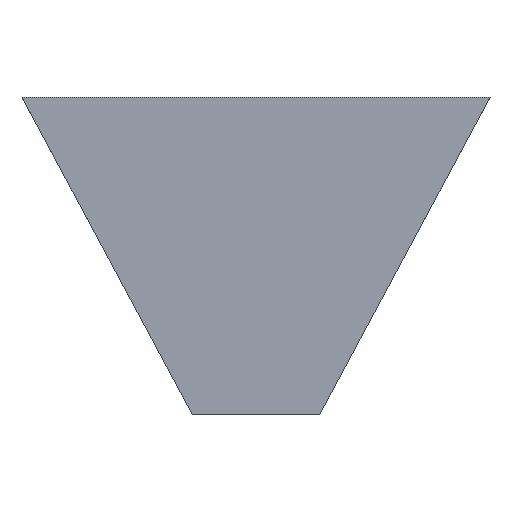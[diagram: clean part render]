
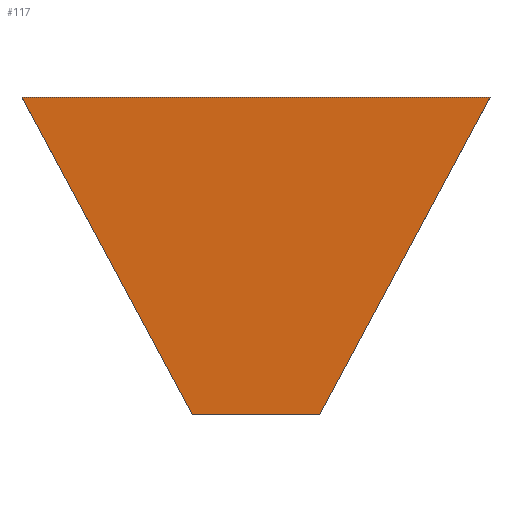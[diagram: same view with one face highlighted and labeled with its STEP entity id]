
A CAD part, left-side view. The second image highlights one B-rep face of the part: STEP entity #117.
In plain terms, the highlighted planar face has unit normal (-0.999, 0, -0.038).
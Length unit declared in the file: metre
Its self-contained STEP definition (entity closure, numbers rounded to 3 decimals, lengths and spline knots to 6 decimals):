
#20=ORIENTED_EDGE('',*,*,#49,.T.);
#21=ORIENTED_EDGE('',*,*,#50,.F.);
#22=ORIENTED_EDGE('',*,*,#51,.F.);
#23=ORIENTED_EDGE('',*,*,#52,.T.);
#49=EDGE_CURVE('',#60,#64,#73,.T.);
#50=EDGE_CURVE('',#65,#64,#74,.F.);
#51=EDGE_CURVE('',#66,#65,#75,.T.);
#52=EDGE_CURVE('',#66,#60,#76,.F.);
#60=VERTEX_POINT('',#181);
#64=VERTEX_POINT('',#188);
#65=VERTEX_POINT('',#192);
#66=VERTEX_POINT('',#194);
#73=LINE('',#189,#86);
#74=LINE('',#191,#87);
#75=LINE('',#193,#88);
#76=LINE('',#195,#89);
#86=VECTOR('',#154,1.);
#87=VECTOR('',#157,1.);
#88=VECTOR('',#158,1.);
#89=VECTOR('',#159,1.);
#97=EDGE_LOOP('',(#20,#21,#22,#23));
#104=FACE_BOUND('',#97,.T.);
#111=PLANE('',#138);
#117=ADVANCED_FACE('',(#104),#111,.F.);
#138=AXIS2_PLACEMENT_3D('',#190,#155,#156);
#154=DIRECTION('',(0.033,-0.473,-0.881));
#155=DIRECTION('',(0.999,0.,0.038));
#156=DIRECTION('',(0.038,0.,-0.999));
#157=DIRECTION('',(0.,-1.,0.));
#158=DIRECTION('',(0.033,0.473,-0.881));
#159=DIRECTION('',(0.,-1.,0.));
#181=CARTESIAN_POINT('',(0.092117,-0.06338,0.0157));
#188=CARTESIAN_POINT('',(0.09258,-0.06993,0.0035));
#189=CARTESIAN_POINT('',(0.092117,-0.06338,0.0157));
#190=CARTESIAN_POINT('',(0.09258,0.,0.003511));
#191=CARTESIAN_POINT('',(0.09258,-0.07238,0.0035));
#192=CARTESIAN_POINT('',(0.09258,-0.07483,0.0035));
#193=CARTESIAN_POINT('',(0.092117,-0.08138,0.0157));
#194=CARTESIAN_POINT('',(0.092117,-0.08138,0.0157));
#195=CARTESIAN_POINT('',(0.092117,-0.07238,0.0157));
